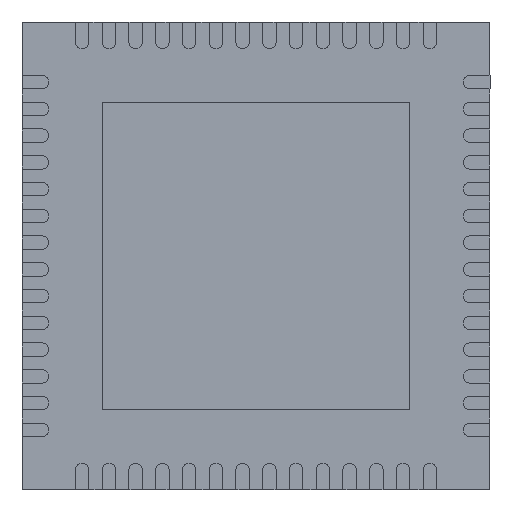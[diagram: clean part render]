
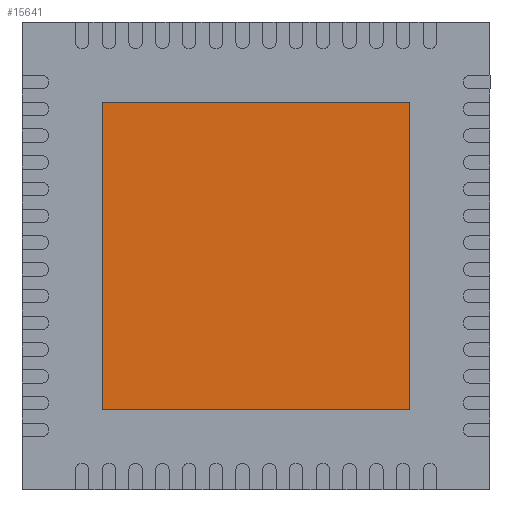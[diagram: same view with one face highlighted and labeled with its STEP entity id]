
A CAD part, front view. The second image highlights one B-rep face of the part: STEP entity #15641.
In plain terms, the highlighted planar face has unit normal (0, -1, 0).
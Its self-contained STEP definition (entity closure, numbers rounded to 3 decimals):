
#56 = CARTESIAN_POINT ( 'NONE',  ( 2.3, 0., 2.3 ) ) ;
#668 = EDGE_LOOP ( 'NONE', ( #12738, #12951, #12420, #12331 ) ) ;
#1680 = DIRECTION ( 'NONE',  ( 1., 0., 0. ) ) ;
#1697 = PLANE ( 'NONE',  #7861 ) ;
#1807 = CARTESIAN_POINT ( 'NONE',  ( -2.3, 0., -2.3 ) ) ;
#2164 = CARTESIAN_POINT ( 'NONE',  ( 2.3, 0., -2.3 ) ) ;
#5182 = EDGE_CURVE ( 'NONE', #7525, #7268, #15905, .T. ) ;
#6149 = CARTESIAN_POINT ( 'NONE',  ( 2.3, 0., -2.3 ) ) ;
#6835 = VECTOR ( 'NONE', #15584, 1000. ) ;
#6975 = VECTOR ( 'NONE', #1680, 1000. ) ;
#7188 = VECTOR ( 'NONE', #10068, 1000. ) ;
#7268 = VERTEX_POINT ( 'NONE', #14979 ) ;
#7525 = VERTEX_POINT ( 'NONE', #12969 ) ;
#7861 = AXIS2_PLACEMENT_3D ( 'NONE', #11717, #13143, #10105 ) ;
#7873 = LINE ( 'NONE', #1807, #6975 ) ;
#8072 = CARTESIAN_POINT ( 'NONE',  ( -2.3, 0., -2.3 ) ) ;
#8286 = VECTOR ( 'NONE', #17885, 1000. ) ;
#8498 = LINE ( 'NONE', #6149, #8286 ) ;
#10068 = DIRECTION ( 'NONE',  ( -1., 0., 0. ) ) ;
#10105 = DIRECTION ( 'NONE',  ( 0., 0., -1. ) ) ;
#10656 = VERTEX_POINT ( 'NONE', #8072 ) ;
#11481 = EDGE_CURVE ( 'NONE', #7268, #10656, #13793, .T. ) ;
#11717 = CARTESIAN_POINT ( 'NONE',  ( 0., 0., 0. ) ) ;
#12331 = ORIENTED_EDGE ( 'NONE', *, *, #15227, .T. ) ;
#12420 = ORIENTED_EDGE ( 'NONE', *, *, #13239, .T. ) ;
#12738 = ORIENTED_EDGE ( 'NONE', *, *, #5182, .T. ) ;
#12951 = ORIENTED_EDGE ( 'NONE', *, *, #11481, .T. ) ;
#12969 = CARTESIAN_POINT ( 'NONE',  ( 2.3, 0., 2.3 ) ) ;
#13143 = DIRECTION ( 'NONE',  ( 0., -1., 0. ) ) ;
#13239 = EDGE_CURVE ( 'NONE', #10656, #14151, #7873, .T. ) ;
#13793 = LINE ( 'NONE', #14343, #6835 ) ;
#14151 = VERTEX_POINT ( 'NONE', #2164 ) ;
#14343 = CARTESIAN_POINT ( 'NONE',  ( -2.3, 0., 2.3 ) ) ;
#14979 = CARTESIAN_POINT ( 'NONE',  ( -2.3, 0., 2.3 ) ) ;
#15227 = EDGE_CURVE ( 'NONE', #14151, #7525, #8498, .T. ) ;
#15584 = DIRECTION ( 'NONE',  ( 0., 0., -1. ) ) ;
#15641 = ADVANCED_FACE ( 'NONE', ( #17166 ), #1697, .T. ) ;
#15905 = LINE ( 'NONE', #56, #7188 ) ;
#17166 = FACE_OUTER_BOUND ( 'NONE', #668, .T. ) ;
#17885 = DIRECTION ( 'NONE',  ( 0., 0., 1. ) ) ;
